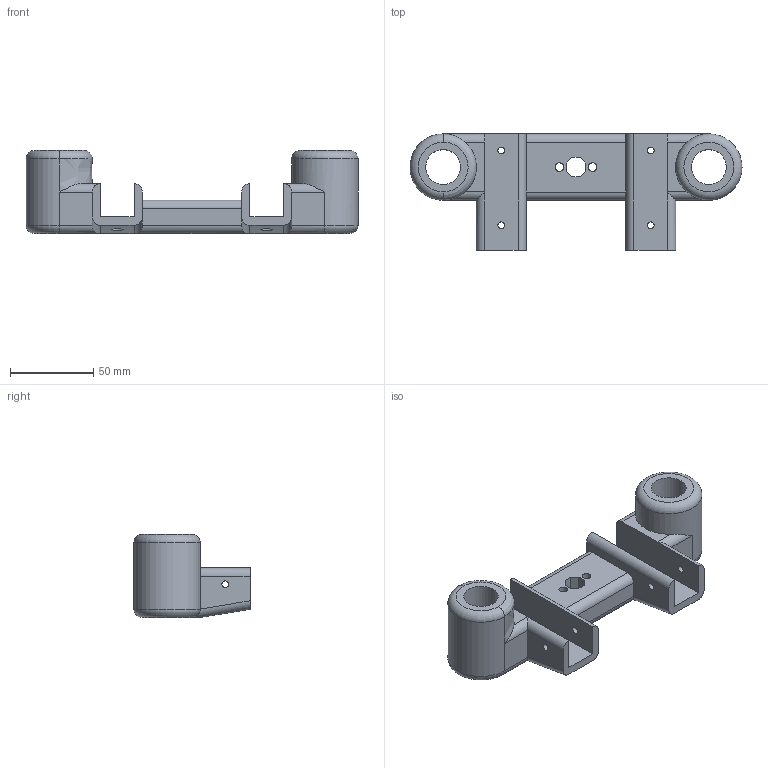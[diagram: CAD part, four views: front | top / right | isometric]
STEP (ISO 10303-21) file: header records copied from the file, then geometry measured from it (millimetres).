
FILE_DESCRIPTION( ( '' ), ' ' );
FILE_NAME( '5e1d3fdde780bc156607a99a.step', '2020-01-14T04:13:18', ( '' ), ( '' ), ' ', ' ', ' ' );
FILE_SCHEMA( ( 'AUTOMOTIVE_DESIGN { 1 0 10303 214 1 1 1 1 }' ) );
Length unit declared in the file: metre
Products named in the file (1): Part 1
Bounding box: 200 x 70 x 50 mm (x, y, z)
Volume: 202288.7 mm3; surface area: 48532.3 mm2
Topology: 1 solids, 1 shells, 87 faces, 237 edges, 157 vertices
Faces by surface type: plane 41, cylinder 40, torus 4, extrusion 1, bspline 1
Full cylindrical faces by diameter (mm): 4.1 x8, 5.1 x2, 7.1 x4, 21 x2, 40 x1
Entity records: 5001 total; most frequent: CARTESIAN_POINT 2122, DIRECTION 447, ORIENTED_EDGE 420, EDGE_CURVE 210, AXIS2_PLACEMENT_3D 165, VERTEX_POINT 148, EDGE_LOOP 136, VECTOR 117
